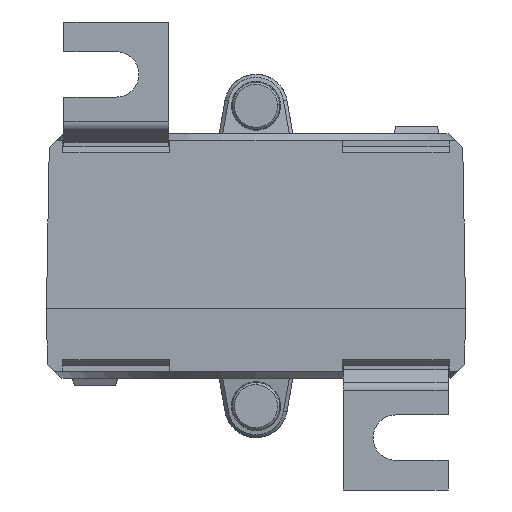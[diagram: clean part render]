
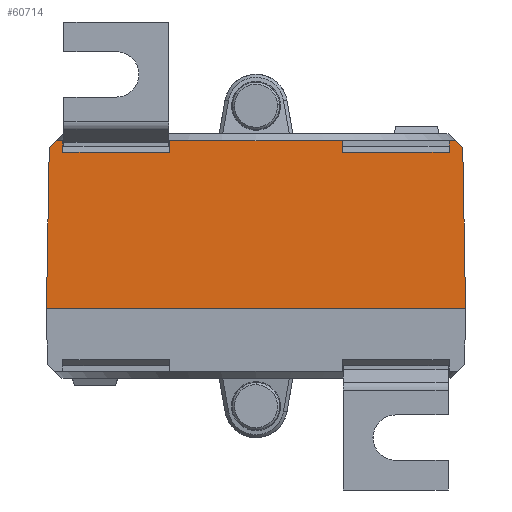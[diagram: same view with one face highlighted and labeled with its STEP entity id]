
A CAD part, front view. The second image highlights one B-rep face of the part: STEP entity #60714.
In plain terms, the highlighted planar face has unit normal (0, -1, 0.018).
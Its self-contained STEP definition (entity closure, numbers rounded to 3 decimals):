
#116 = EDGE_CURVE ( 'NONE', #33722, #33720, #46759, .T. ) ;
#417 = EDGE_CURVE ( 'NONE', #34661, #34529, #48972, .T. ) ;
#475 = EDGE_CURVE ( 'NONE', #35574, #35573, #49224, .T. ) ;
#2764 = EDGE_LOOP ( 'NONE', ( #29147, #29148, #29149, #29150, #29151, #29152, #29153, #29154, #29155, #29156, #29157, #29158, #29159, #29160 ) ) ;
#5445 = CARTESIAN_POINT ( 'NONE',  ( -12.351, -31.11, 22.325 ) ) ;
#5615 = CARTESIAN_POINT ( 'NONE',  ( -27.649, -31.11, 22.325 ) ) ;
#5764 = CARTESIAN_POINT ( 'NONE',  ( 27.649, -31.11, 22.325 ) ) ;
#7099 = CARTESIAN_POINT ( 'NONE',  ( 30., -31.5, 0. ) ) ;
#7102 = CARTESIAN_POINT ( 'NONE',  ( -30., -31.5, 0. ) ) ;
#8274 = AXIS2_PLACEMENT_3D ( 'NONE', #61916, #61934, #61935 ) ;
#9184 = VERTEX_POINT ( 'NONE', #18139 ) ;
#9185 = VERTEX_POINT ( 'NONE', #18135 ) ;
#13263 = CARTESIAN_POINT ( 'NONE',  ( -28.302, -31.077, 24.262 ) ) ;
#13273 = DIRECTION ( 'NONE',  ( -0.719, -0.012, -0.695 ) ) ;
#14371 = CARTESIAN_POINT ( 'NONE',  ( -30., -31.11, 22.325 ) ) ;
#14394 = DIRECTION ( 'NONE',  ( -1., 0., 0. ) ) ;
#18135 = CARTESIAN_POINT ( 'NONE',  ( 28.573, -31.081, 24. ) ) ;
#18139 = CARTESIAN_POINT ( 'NONE',  ( 29.598, -31.098, 23.01 ) ) ;
#19603 = LINE ( 'NONE', #47604, #19604 ) ;
#19604 = VECTOR ( 'NONE', #47605, 1000. ) ;
#19797 = LINE ( 'NONE', #47414, #19799 ) ;
#19799 = VECTOR ( 'NONE', #47413, 1000. ) ;
#19803 = LINE ( 'NONE', #47391, #19805 ) ;
#19805 = VECTOR ( 'NONE', #47393, 1000. ) ;
#19952 = LINE ( 'NONE', #47131, #19958 ) ;
#19958 = VECTOR ( 'NONE', #47243, 1000. ) ;
#20026 = LINE ( 'NONE', #46881, #20027 ) ;
#20027 = VECTOR ( 'NONE', #46880, 1000. ) ;
#20039 = LINE ( 'NONE', #46941, #20065 ) ;
#20052 = LINE ( 'NONE', #47116, #20053 ) ;
#20053 = VECTOR ( 'NONE', #46906, 1000. ) ;
#20064 = VECTOR ( 'NONE', #46960, 1000. ) ;
#20065 = VECTOR ( 'NONE', #46942, 1000. ) ;
#20081 = LINE ( 'NONE', #46936, #20064 ) ;
#20087 = LINE ( 'NONE', #46968, #20088 ) ;
#20088 = VECTOR ( 'NONE', #46969, 1000. ) ;
#20093 = LINE ( 'NONE', #46974, #20094 ) ;
#20094 = VECTOR ( 'NONE', #46975, 1000. ) ;
#20095 = LINE ( 'NONE', #46976, #20096 ) ;
#20096 = VECTOR ( 'NONE', #46977, 1000. ) ;
#29147 = ORIENTED_EDGE ( 'NONE', *, *, #63880, .F. ) ;
#29148 = ORIENTED_EDGE ( 'NONE', *, *, #63797, .T. ) ;
#29149 = ORIENTED_EDGE ( 'NONE', *, *, #63993, .F. ) ;
#29150 = ORIENTED_EDGE ( 'NONE', *, *, #64009, .F. ) ;
#29151 = ORIENTED_EDGE ( 'NONE', *, *, #63934, .F. ) ;
#29152 = ORIENTED_EDGE ( 'NONE', *, *, #417, .T. ) ;
#29153 = ORIENTED_EDGE ( 'NONE', *, *, #63986, .F. ) ;
#29154 = ORIENTED_EDGE ( 'NONE', *, *, #64010, .F. ) ;
#29155 = ORIENTED_EDGE ( 'NONE', *, *, #475, .T. ) ;
#29156 = ORIENTED_EDGE ( 'NONE', *, *, #63971, .T. ) ;
#29157 = ORIENTED_EDGE ( 'NONE', *, *, #116, .T. ) ;
#29158 = ORIENTED_EDGE ( 'NONE', *, *, #64002, .F. ) ;
#29159 = ORIENTED_EDGE ( 'NONE', *, *, #63883, .T. ) ;
#29160 = ORIENTED_EDGE ( 'NONE', *, *, #64006, .F. ) ;
#33720 = VERTEX_POINT ( 'NONE', #7099 ) ;
#33722 = VERTEX_POINT ( 'NONE', #7102 ) ;
#34514 = VERTEX_POINT ( 'NONE', #5764 ) ;
#34529 = VERTEX_POINT ( 'NONE', #5615 ) ;
#34661 = VERTEX_POINT ( 'NONE', #5445 ) ;
#35242 = VERTEX_POINT ( 'NONE', #39786 ) ;
#35558 = VERTEX_POINT ( 'NONE', #40701 ) ;
#35563 = VERTEX_POINT ( 'NONE', #40710 ) ;
#35567 = VERTEX_POINT ( 'NONE', #40724 ) ;
#35570 = VERTEX_POINT ( 'NONE', #40736 ) ;
#35573 = VERTEX_POINT ( 'NONE', #40740 ) ;
#35574 = VERTEX_POINT ( 'NONE', #40747 ) ;
#39786 = CARTESIAN_POINT ( 'NONE',  ( 12.351, -31.11, 22.325 ) ) ;
#40701 = CARTESIAN_POINT ( 'NONE',  ( 27.663, -31.081, 24. ) ) ;
#40710 = CARTESIAN_POINT ( 'NONE',  ( 12.337, -31.081, 24. ) ) ;
#40724 = CARTESIAN_POINT ( 'NONE',  ( -12.337, -31.081, 24. ) ) ;
#40736 = CARTESIAN_POINT ( 'NONE',  ( -27.663, -31.081, 24. ) ) ;
#40740 = CARTESIAN_POINT ( 'NONE',  ( -29.598, -31.098, 23.01 ) ) ;
#40747 = CARTESIAN_POINT ( 'NONE',  ( -28.573, -31.081, 24. ) ) ;
#44546 = FACE_OUTER_BOUND ( 'NONE', #2764, .T. ) ;
#46759 = LINE ( 'NONE', #53332, #46760 ) ;
#46760 = VECTOR ( 'NONE', #53333, 1000. ) ;
#46880 = DIRECTION ( 'NONE',  ( -0.017, -0.017, -1. ) ) ;
#46881 = CARTESIAN_POINT ( 'NONE',  ( -30., -31.5, 0. ) ) ;
#46906 = DIRECTION ( 'NONE',  ( 0.009, -0.017, -1. ) ) ;
#46936 = CARTESIAN_POINT ( 'NONE',  ( 29.99, -31.49, 0.549 ) ) ;
#46941 = CARTESIAN_POINT ( 'NONE',  ( 12.449, -31.307, 11.084 ) ) ;
#46942 = DIRECTION ( 'NONE',  ( 0.009, -0.017, -1. ) ) ;
#46960 = DIRECTION ( 'NONE',  ( 0.017, -0.017, -1. ) ) ;
#46968 = CARTESIAN_POINT ( 'NONE',  ( -30., -31.081, 24. ) ) ;
#46969 = DIRECTION ( 'NONE',  ( 1., 0., 0. ) ) ;
#46974 = CARTESIAN_POINT ( 'NONE',  ( -30., -31.081, 24. ) ) ;
#46975 = DIRECTION ( 'NONE',  ( 1., 0., 0. ) ) ;
#46976 = CARTESIAN_POINT ( 'NONE',  ( -30., -31.081, 24. ) ) ;
#46977 = DIRECTION ( 'NONE',  ( 1., 0., 0. ) ) ;
#47116 = CARTESIAN_POINT ( 'NONE',  ( -27.551, -31.307, 11.084 ) ) ;
#47131 = CARTESIAN_POINT ( 'NONE',  ( -12.449, -31.307, 11.084 ) ) ;
#47243 = DIRECTION ( 'NONE',  ( 0.009, 0.017, 1. ) ) ;
#47391 = CARTESIAN_POINT ( 'NONE',  ( 27.551, -31.307, 11.084 ) ) ;
#47393 = DIRECTION ( 'NONE',  ( 0.009, 0.017, 1. ) ) ;
#47413 = DIRECTION ( 'NONE',  ( -0.719, 0.012, 0.695 ) ) ;
#47414 = CARTESIAN_POINT ( 'NONE',  ( 28.302, -31.077, 24.262 ) ) ;
#47604 = CARTESIAN_POINT ( 'NONE',  ( 12.344, -31.11, 22.325 ) ) ;
#47605 = DIRECTION ( 'NONE',  ( -1., 0., 0. ) ) ;
#48972 = LINE ( 'NONE', #14371, #48982 ) ;
#48982 = VECTOR ( 'NONE', #14394, 1000. ) ;
#49224 = LINE ( 'NONE', #13263, #49233 ) ;
#49233 = VECTOR ( 'NONE', #13273, 1000. ) ;
#53332 = CARTESIAN_POINT ( 'NONE',  ( -30., -31.5, 0. ) ) ;
#53333 = DIRECTION ( 'NONE',  ( 1., 0., 0. ) ) ;
#60714 = ADVANCED_FACE ( 'NONE', ( #44546 ), #61920, .T. ) ;
#61916 = CARTESIAN_POINT ( 'NONE',  ( -30., -31.5, 0. ) ) ;
#61920 = PLANE ( 'NONE',  #8274 ) ;
#61934 = DIRECTION ( 'NONE',  ( 0., -1., 0.017 ) ) ;
#61935 = DIRECTION ( 'NONE',  ( 0., -0.017, -1. ) ) ;
#63797 = EDGE_CURVE ( 'NONE', #34514, #35242, #19603, .T. ) ;
#63880 = EDGE_CURVE ( 'NONE', #34514, #35558, #19803, .T. ) ;
#63883 = EDGE_CURVE ( 'NONE', #9184, #9185, #19797, .T. ) ;
#63934 = EDGE_CURVE ( 'NONE', #34661, #35567, #19952, .T. ) ;
#63971 = EDGE_CURVE ( 'NONE', #35573, #33722, #20026, .T. ) ;
#63986 = EDGE_CURVE ( 'NONE', #35570, #34529, #20052, .T. ) ;
#63993 = EDGE_CURVE ( 'NONE', #35563, #35242, #20039, .T. ) ;
#64002 = EDGE_CURVE ( 'NONE', #9184, #33720, #20081, .T. ) ;
#64006 = EDGE_CURVE ( 'NONE', #35558, #9185, #20087, .T. ) ;
#64009 = EDGE_CURVE ( 'NONE', #35567, #35563, #20093, .T. ) ;
#64010 = EDGE_CURVE ( 'NONE', #35574, #35570, #20095, .T. ) ;
